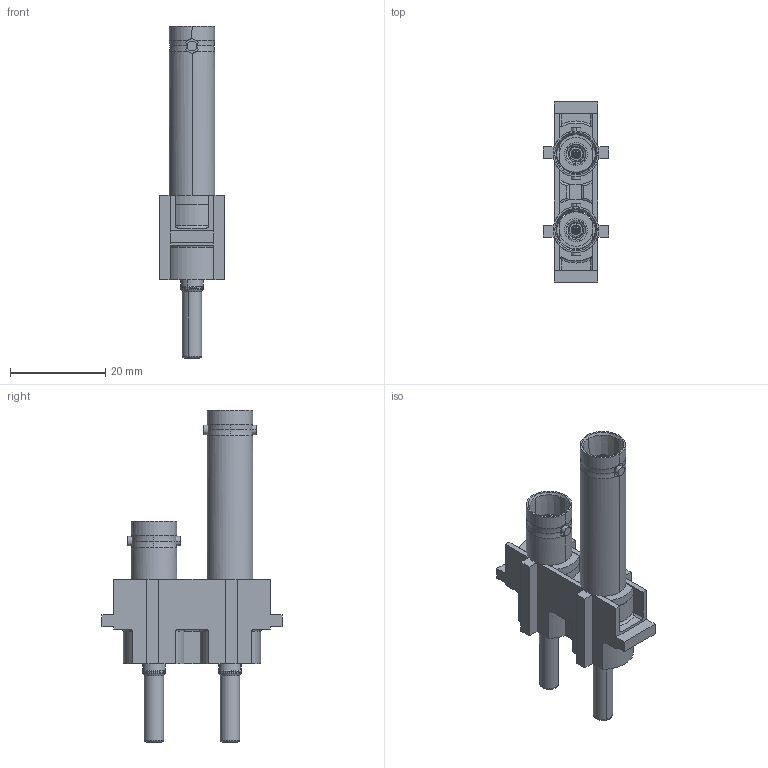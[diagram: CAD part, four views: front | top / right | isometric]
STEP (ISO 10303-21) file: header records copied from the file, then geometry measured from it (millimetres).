
FILE_DESCRIPTION (( 'STEP AP214' ), '1' );
FILE_NAME ('74-1064-544-B126-3.STEP', '2026-01-27T11:49:50', ( '' ), ( '' ), 'SwSTEP 2.0', 'SolidWorks 2025', '' );
FILE_SCHEMA (( 'AUTOMOTIVE_DESIGN' ));
Length unit declared in the file: millimetre
Products named in the file (1): 74-1064-544-B126-3
Bounding box: 13.8 x 37.9 x 69.85 mm (x, y, z)
Surface area: 6573 mm2 (no closed solid volume)
Topology: 0 solids, 17 shells, 253 faces, 716 edges, 480 vertices
Faces by surface type: plane 101, cylinder 88, torus 36, cone 28
Entity records: 8471 total; most frequent: CARTESIAN_POINT 1902, DIRECTION 1434, ORIENTED_EDGE 1257, EDGE_CURVE 716, AXIS2_PLACEMENT_3D 552, VERTEX_POINT 480, LINE 330, VECTOR 330
